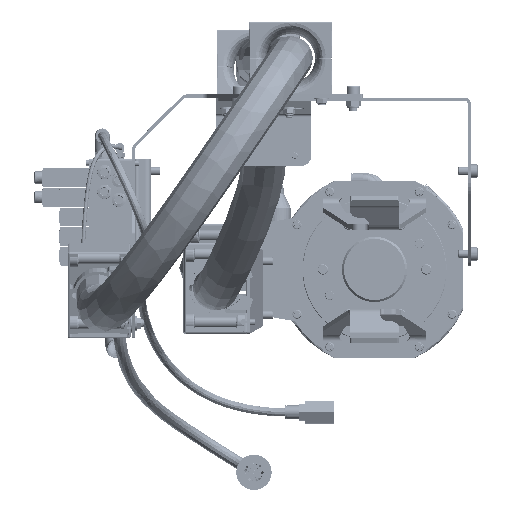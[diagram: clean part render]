
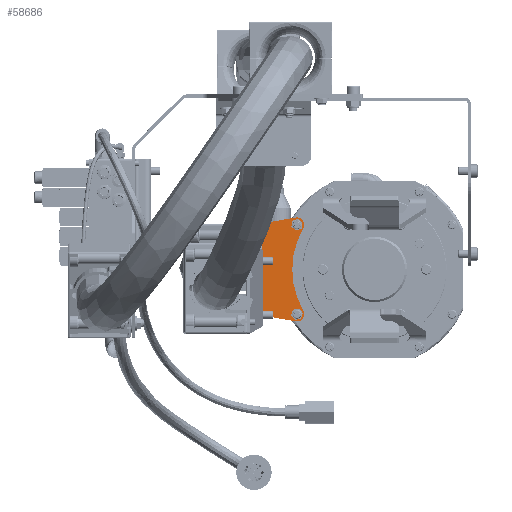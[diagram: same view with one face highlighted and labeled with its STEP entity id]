
A CAD part, left-side view. The second image highlights one B-rep face of the part: STEP entity #58686.
In plain terms, the highlighted planar face has unit normal (-1, 0, 0).
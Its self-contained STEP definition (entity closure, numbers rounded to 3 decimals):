
#990 = AXIS2_PLACEMENT_3D ( 'NONE', #309128, #34374, #126596 ) ;
#1215 = EDGE_CURVE ( 'NONE', #82705, #318776, #172246, .T. ) ;
#5302 = LINE ( 'NONE', #370319, #123204 ) ;
#8220 = EDGE_CURVE ( 'NONE', #373439, #256425, #315014, .T. ) ;
#12584 = AXIS2_PLACEMENT_3D ( 'NONE', #70730, #347535, #193125 ) ;
#17797 = DIRECTION ( 'NONE',  ( -1., 0., 0. ) ) ;
#20303 = DIRECTION ( 'NONE',  ( -1., 0., 0. ) ) ;
#24902 = DIRECTION ( 'NONE',  ( 0., 0., -1. ) ) ;
#26980 = CARTESIAN_POINT ( 'NONE',  ( 1271.15, 71.611, 1613.25 ) ) ;
#28736 = CARTESIAN_POINT ( 'NONE',  ( 1271.15, 76.113, 1620.146 ) ) ;
#30207 = ORIENTED_EDGE ( 'NONE', *, *, #164694, .F. ) ;
#33767 = ORIENTED_EDGE ( 'NONE', *, *, #8220, .T. ) ;
#34374 = DIRECTION ( 'NONE',  ( -1., 0., 0. ) ) ;
#36476 = EDGE_LOOP ( 'NONE', ( #105805, #393912, #167604, #313208, #342520, #33767, #60574, #270978 ) ) ;
#40861 = ORIENTED_EDGE ( 'NONE', *, *, #97827, .F. ) ;
#44829 = CIRCLE ( 'NONE', #134393, 3.3 ) ;
#53992 = DIRECTION ( 'NONE',  ( 0., 0.985, -0.172 ) ) ;
#54012 = EDGE_CURVE ( 'NONE', #87558, #373439, #5302, .T. ) ;
#55601 = CARTESIAN_POINT ( 'NONE',  ( 1271.15, 74.911, 1613.25 ) ) ;
#58686 = ADVANCED_FACE ( 'NONE', ( #296470, #202273, #380883 ), #206215, .T. ) ;
#60574 = ORIENTED_EDGE ( 'NONE', *, *, #253154, .T. ) ;
#61838 = CARTESIAN_POINT ( 'NONE',  ( 1271.15, 71.611, 1526.75 ) ) ;
#63098 = CARTESIAN_POINT ( 'NONE',  ( 1271.15, 108.5, 1525.5 ) ) ;
#67675 = AXIS2_PLACEMENT_3D ( 'NONE', #90264, #380908, #256566 ) ;
#70070 = DIRECTION ( 'NONE',  ( 0., 1., 0. ) ) ;
#70730 = CARTESIAN_POINT ( 'NONE',  ( 1271.15, 74.911, 1613.25 ) ) ;
#72052 = DIRECTION ( 'NONE',  ( -1., 0., 0. ) ) ;
#79367 = EDGE_CURVE ( 'NONE', #275059, #87558, #265670, .T. ) ;
#82705 = VERTEX_POINT ( 'NONE', #388507 ) ;
#86939 = EDGE_CURVE ( 'NONE', #318776, #380062, #307439, .T. ) ;
#87558 = VERTEX_POINT ( 'NONE', #63098 ) ;
#90084 = VERTEX_POINT ( 'NONE', #357869 ) ;
#90264 = CARTESIAN_POINT ( 'NONE',  ( 1271.15, 74.911, 1613.25 ) ) ;
#93537 = DIRECTION ( 'NONE',  ( 0., 1., 0. ) ) ;
#97827 = EDGE_CURVE ( 'NONE', #243944, #90084, #259918, .T. ) ;
#100732 = CARTESIAN_POINT ( 'NONE',  ( 1271.15, 67.911, 1526.75 ) ) ;
#102444 = CARTESIAN_POINT ( 'NONE',  ( 1271.15, 74.911, 1613.25 ) ) ;
#105805 = ORIENTED_EDGE ( 'NONE', *, *, #1215, .T. ) ;
#112514 = CARTESIAN_POINT ( 'NONE',  ( 1271.15, 74.911, 1526.75 ) ) ;
#112532 = DIRECTION ( 'NONE',  ( 0., 1., 0. ) ) ;
#115760 = CARTESIAN_POINT ( 'NONE',  ( 1271.15, 0., 1570. ) ) ;
#123204 = VECTOR ( 'NONE', #125609, 1000. ) ;
#125609 = DIRECTION ( 'NONE',  ( 0., -0.985, -0.172 ) ) ;
#125659 = CIRCLE ( 'NONE', #343243, 3.3 ) ;
#126596 = DIRECTION ( 'NONE',  ( 0., 1., 0. ) ) ;
#134393 = AXIS2_PLACEMENT_3D ( 'NONE', #355263, #200856, #112532 ) ;
#143978 = CARTESIAN_POINT ( 'NONE',  ( 1271.15, 74.911, 1613.25 ) ) ;
#147631 = AXIS2_PLACEMENT_3D ( 'NONE', #115760, #238132, #93537 ) ;
#147820 = DIRECTION ( 'NONE',  ( -1., 0., 0. ) ) ;
#159524 = LINE ( 'NONE', #274079, #281813 ) ;
#159785 = EDGE_CURVE ( 'NONE', #90084, #243944, #125659, .T. ) ;
#164600 = DIRECTION ( 'NONE',  ( -1., 0., 0. ) ) ;
#164694 = EDGE_CURVE ( 'NONE', #381428, #359305, #235616, .T. ) ;
#167604 = ORIENTED_EDGE ( 'NONE', *, *, #251364, .T. ) ;
#168190 = DIRECTION ( 'NONE',  ( 0., 1., 0. ) ) ;
#168717 = DIRECTION ( 'NONE',  ( 0., 1., 0. ) ) ;
#172246 = CIRCLE ( 'NONE', #396523, 7. ) ;
#175553 = AXIS2_PLACEMENT_3D ( 'NONE', #143978, #17797, #168190 ) ;
#183886 = DIRECTION ( 'NONE',  ( 0., 1., 0. ) ) ;
#184554 = CARTESIAN_POINT ( 'NONE',  ( 1271.15, 68.849, 1530.25 ) ) ;
#193125 = DIRECTION ( 'NONE',  ( 0., 1., 0. ) ) ;
#194129 = CARTESIAN_POINT ( 'NONE',  ( 1271.15, 76.113, 1519.854 ) ) ;
#200856 = DIRECTION ( 'NONE',  ( -1., 0., 0. ) ) ;
#202273 = FACE_OUTER_BOUND ( 'NONE', #36476, .T. ) ;
#206215 = PLANE ( 'NONE',  #175553 ) ;
#211419 = VERTEX_POINT ( 'NONE', #184554 ) ;
#226140 = CARTESIAN_POINT ( 'NONE',  ( 1271.15, 78.211, 1526.75 ) ) ;
#235616 = CIRCLE ( 'NONE', #241926, 3.3 ) ;
#238132 = DIRECTION ( 'NONE',  ( 1., 0., 0. ) ) ;
#241926 = AXIS2_PLACEMENT_3D ( 'NONE', #344869, #72052, #70070 ) ;
#243944 = VERTEX_POINT ( 'NONE', #26980 ) ;
#251364 = EDGE_CURVE ( 'NONE', #380062, #275059, #159524, .T. ) ;
#253154 = EDGE_CURVE ( 'NONE', #256425, #211419, #308383, .T. ) ;
#256425 = VERTEX_POINT ( 'NONE', #100732 ) ;
#256566 = DIRECTION ( 'NONE',  ( 0., 1., 0. ) ) ;
#259918 = CIRCLE ( 'NONE', #67675, 3.3 ) ;
#261445 = EDGE_LOOP ( 'NONE', ( #347301, #30207 ) ) ;
#265670 = LINE ( 'NONE', #388026, #311827 ) ;
#270978 = ORIENTED_EDGE ( 'NONE', *, *, #322066, .T. ) ;
#274079 = CARTESIAN_POINT ( 'NONE',  ( 1271.15, 76.113, 1620.146 ) ) ;
#275059 = VERTEX_POINT ( 'NONE', #367450 ) ;
#276070 = CARTESIAN_POINT ( 'NONE',  ( 1271.15, 67.911, 1613.25 ) ) ;
#281813 = VECTOR ( 'NONE', #53992, 1000. ) ;
#288969 = DIRECTION ( 'NONE',  ( 0., 1., 0. ) ) ;
#290818 = ORIENTED_EDGE ( 'NONE', *, *, #159785, .F. ) ;
#296470 = FACE_BOUND ( 'NONE', #376470, .T. ) ;
#307439 = CIRCLE ( 'NONE', #12584, 7. ) ;
#308383 = CIRCLE ( 'NONE', #990, 7. ) ;
#309128 = CARTESIAN_POINT ( 'NONE',  ( 1271.15, 74.911, 1526.75 ) ) ;
#311827 = VECTOR ( 'NONE', #24902, 1000. ) ;
#313208 = ORIENTED_EDGE ( 'NONE', *, *, #79367, .T. ) ;
#315014 = CIRCLE ( 'NONE', #366313, 7. ) ;
#318776 = VERTEX_POINT ( 'NONE', #276070 ) ;
#322066 = EDGE_CURVE ( 'NONE', #211419, #82705, #383975, .T. ) ;
#342520 = ORIENTED_EDGE ( 'NONE', *, *, #54012, .T. ) ;
#343243 = AXIS2_PLACEMENT_3D ( 'NONE', #102444, #164600, #288969 ) ;
#344869 = CARTESIAN_POINT ( 'NONE',  ( 1271.15, 74.911, 1526.75 ) ) ;
#347301 = ORIENTED_EDGE ( 'NONE', *, *, #379254, .F. ) ;
#347535 = DIRECTION ( 'NONE',  ( -1., 0., 0. ) ) ;
#355263 = CARTESIAN_POINT ( 'NONE',  ( 1271.15, 74.911, 1526.75 ) ) ;
#357869 = CARTESIAN_POINT ( 'NONE',  ( 1271.15, 78.211, 1613.25 ) ) ;
#359305 = VERTEX_POINT ( 'NONE', #61838 ) ;
#366313 = AXIS2_PLACEMENT_3D ( 'NONE', #112514, #20303, #168717 ) ;
#367450 = CARTESIAN_POINT ( 'NONE',  ( 1271.15, 108.5, 1614.5 ) ) ;
#370319 = CARTESIAN_POINT ( 'NONE',  ( 1271.15, 108.5, 1525.5 ) ) ;
#373439 = VERTEX_POINT ( 'NONE', #194129 ) ;
#376470 = EDGE_LOOP ( 'NONE', ( #40861, #290818 ) ) ;
#379254 = EDGE_CURVE ( 'NONE', #359305, #381428, #44829, .T. ) ;
#380062 = VERTEX_POINT ( 'NONE', #28736 ) ;
#380883 = FACE_BOUND ( 'NONE', #261445, .T. ) ;
#380908 = DIRECTION ( 'NONE',  ( -1., 0., 0. ) ) ;
#381428 = VERTEX_POINT ( 'NONE', #226140 ) ;
#383975 = CIRCLE ( 'NONE', #147631, 79.5 ) ;
#388026 = CARTESIAN_POINT ( 'NONE',  ( 1271.15, 108.5, 1614.5 ) ) ;
#388507 = CARTESIAN_POINT ( 'NONE',  ( 1271.15, 68.849, 1609.75 ) ) ;
#393912 = ORIENTED_EDGE ( 'NONE', *, *, #86939, .T. ) ;
#396523 = AXIS2_PLACEMENT_3D ( 'NONE', #55601, #147820, #183886 ) ;
